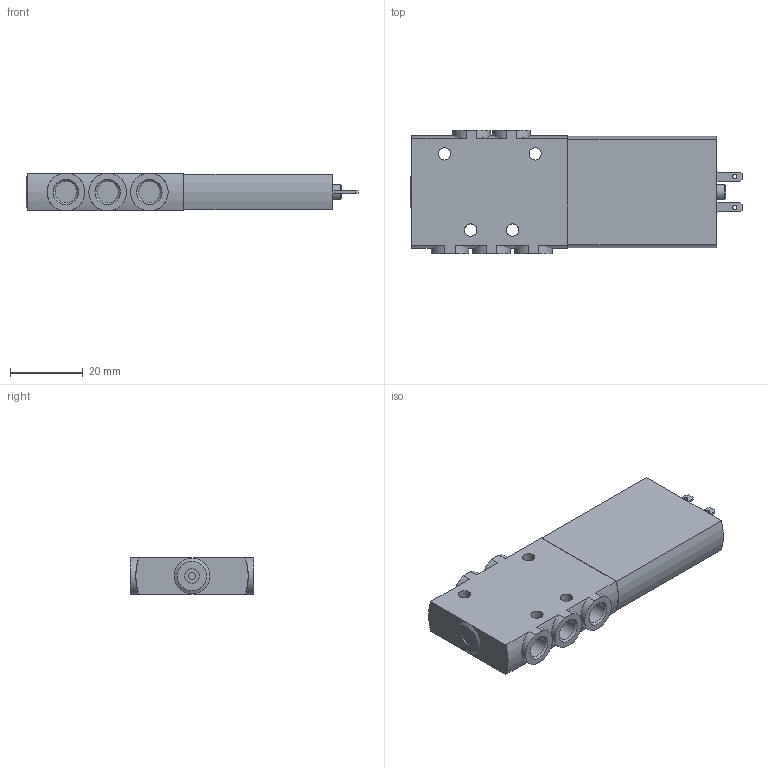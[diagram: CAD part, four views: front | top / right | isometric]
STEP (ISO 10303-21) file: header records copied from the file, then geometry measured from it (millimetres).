
FILE_DESCRIPTION(/* description */ ('STEP AP214'),/* implementation_level */ '2;1');
FILE_NAME(/* name */ '525113_MHE2-MS1H-5_2-M7',/* time_stamp */ '2024-08-22T10:38:38+02:00',/* author */ ('License CC BY-ND 4.0'),/* organization */ ('CADENAS'),/* preprocessor_version */ 'ST-DEVELOPER v19.3',/* originating_system */ 'PARTsolutions',/* authorisation */ ' ');
FILE_SCHEMA (('AUTOMOTIVE_DESIGN {1 0 10303 214 3 1 1}'));
Length unit declared in the file: millimetre
Products named in the file (1): 525113 MHE2-MS1H-5/2-M7
Bounding box: 91.5 x 34 x 10 mm (x, y, z)
Volume: 24978.1 mm3; surface area: 8457 mm2
Topology: 1 solids, 1 shells, 82 faces, 194 edges, 127 vertices
Faces by surface type: plane 40, cylinder 34, cone 8
Full cylindrical faces by diameter (mm): 1.2 x2, 1.567 x1, 2 x1, 3.4 x4, 4 x2, 5.917 x5
Entity records: 2907 total; most frequent: CARTESIAN_POINT 441, DIRECTION 384, ORIENTED_EDGE 342, EDGE_CURVE 171, AXIS2_PLACEMENT_3D 140, EDGE_LOOP 130, FACE_BOUND 130, VERTEX_POINT 127
